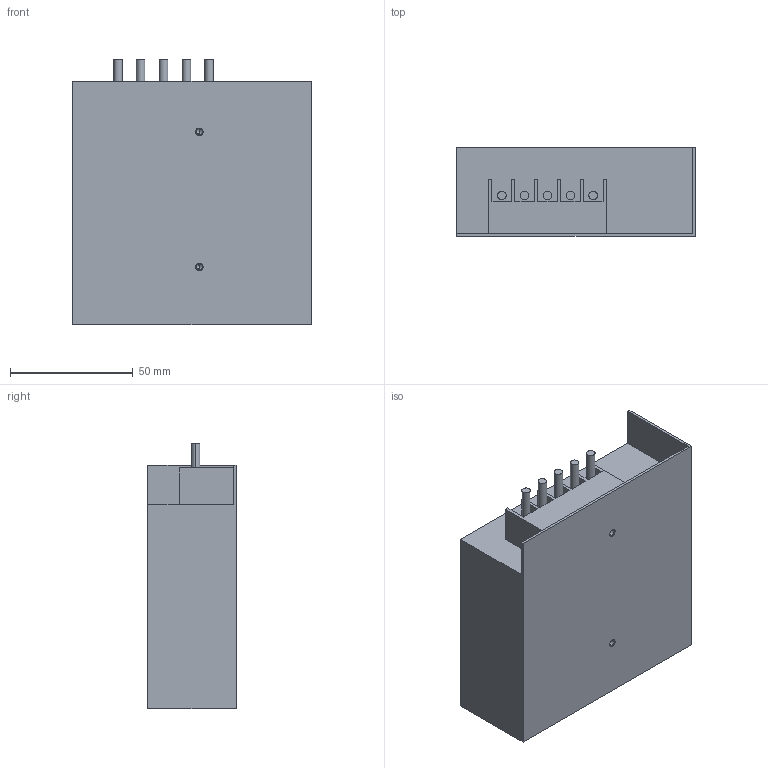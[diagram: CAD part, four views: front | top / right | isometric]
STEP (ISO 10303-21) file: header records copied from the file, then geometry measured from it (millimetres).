
FILE_DESCRIPTION (( 'STEP AP203' ), '1' );
FILE_NAME ('psu-tdk-ls50-5.step', '2015-02-17T13:13:26', ( 'Cesar' ), ( '' ), 'SwSTEP 2.0', 'SolidWorks 2013', '' );
FILE_SCHEMA (( 'CONFIG_CONTROL_DESIGN' ));
Length unit declared in the file: millimetre
Products named in the file (1): psu-tdk-ls50-5
Bounding box: 97 x 36 x 108 mm (x, y, z)
Volume: 303430.1 mm3; surface area: 36842.4 mm2
Topology: 1 solids, 1 shells, 72 faces, 179 edges, 110 vertices
Faces by surface type: plane 38, cylinder 18, cone 16
Entity records: 2140 total; most frequent: DIRECTION 361, CARTESIAN_POINT 354, ORIENTED_EDGE 342, EDGE_CURVE 171, VECTOR 127, LINE 127, AXIS2_PLACEMENT_3D 117, VERTEX_POINT 110
